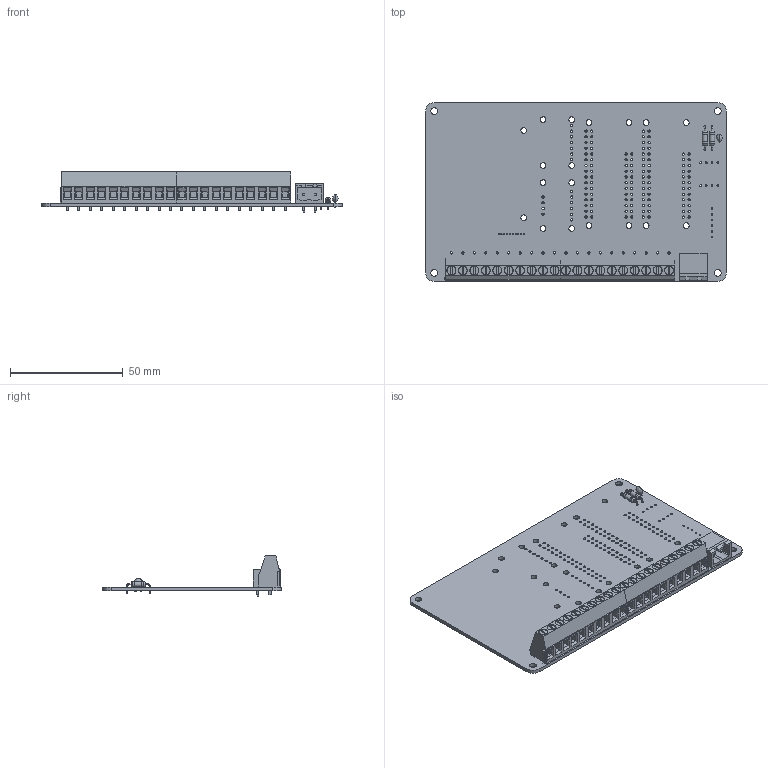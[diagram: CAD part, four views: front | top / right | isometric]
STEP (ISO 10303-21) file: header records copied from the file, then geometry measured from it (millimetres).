
FILE_DESCRIPTION(('KiCad electronic assembly'),'2;1');
FILE_NAME('Cryologger AWS.step','2023-02-02T11:48:21',('Pcbnew'),( 'Kicad'),'Open CASCADE STEP processor 7.6','KiCad to STEP converter' ,'Unknown');
FILE_SCHEMA(('AUTOMOTIVE_DESIGN { 1 0 10303 214 1 1 1 1 }'));
Length unit declared in the file: millimetre
Products named in the file (10): Cryologger AWS 1; R_Axial_DIN0207_L6.3mm_D2.5mm_P10.16mm_Horizontal; SOLID; C_Disc_D3.8mm_W2.6mm_P2.50mm; PhoenixContact_MSTBA_2,5_2-G-5,08_1x02_P5.08mm_Horizontal; TerminalBlock_Phoenix_MKDS-1,5-10-5.08_1x10_P5.08mm_Horizontal; Cryologger AWS PCB
Assembly tree (11 placements, depth 3):
  Cryologger AWS 1
    R_Axial_DIN0207_L6.3mm_D2.5mm_P10.16mm_Horizontal  x2
      SOLID
    C_Disc_D3.8mm_W2.6mm_P2.50mm
      SOLID
    PhoenixContact_MSTBA_2,5_2-G-5,08_1x02_P5.08mm_Horizontal
      SOLID
    TerminalBlock_Phoenix_MKDS-1,5-10-5.08_1x10_P5.08mm_Horizontal  x2
      SOLID
    Cryologger AWS PCB
Bounding box: 133.35 x 79.38 x 17.8 mm (x, y, z)
Volume: 27367.9 mm3; surface area: 35294 mm2
Topology: 7 solids, 7 shells, 1094 faces, 2815 edges, 1785 vertices
Faces by surface type: bspline 861, cylinder 227, plane 6
Full cylindrical faces by diameter (mm): 0.5 x10, 0.762 x14, 0.8 x6, 1 x128, 1.016 x21, 1.3 x20, 1.4 x2, 2.5 x2, 2.54 x16, 3 x4
Entity records: 49682 total; most frequent: CARTESIAN_POINT 17519, ORIENTED_EDGE 3682, PCURVE 3682, DEFINITIONAL_REPRESENTATION 3682, B_SPLINE_CURVE_WITH_KNOTS 2991, DIRECTION 2569, EDGE_CURVE 1841, SURFACE_CURVE 1583
